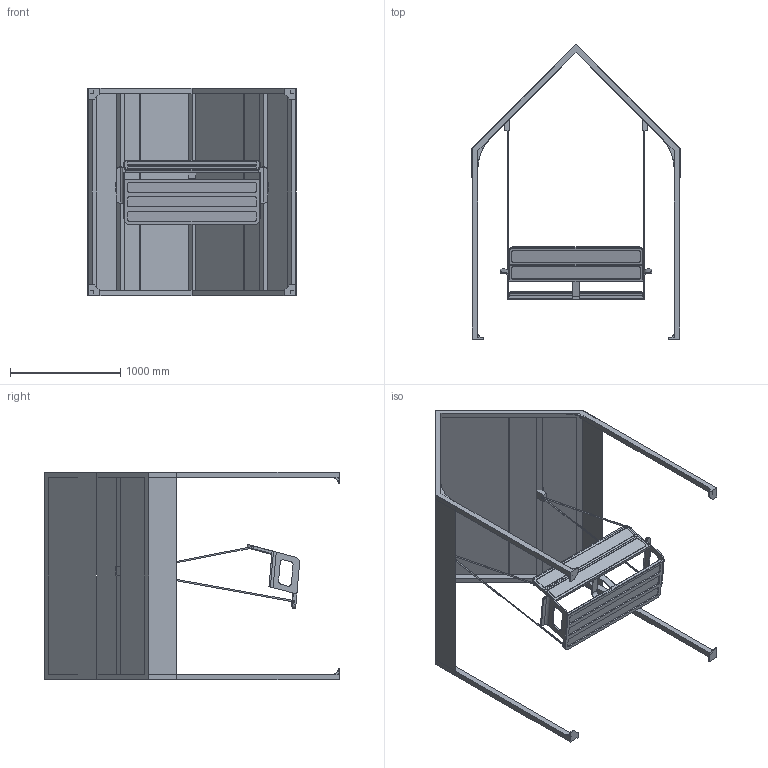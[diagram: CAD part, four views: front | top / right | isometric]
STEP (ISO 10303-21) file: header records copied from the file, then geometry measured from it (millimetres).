
FILE_DESCRIPTION (( 'STEP AP203' ), '1' );
FILE_NAME ('MAISONNETTE ET BALANCELLE SIMPLE_ MO-1709-MS-S.STEP', '2022-12-01T17:23:42', ( '' ), ( '' ), 'SwSTEP 2.0', 'SolidWorks 2020', '' );
FILE_SCHEMA (( 'CONFIG_CONTROL_DESIGN' ));
Length unit declared in the file: inch
Products named in the file (3): BALANCELLE SIMPLE _SIMPLIFIED_D‚faut; MO-1709-MS-S_SIMPLIFIED_D‚faut; MAISONNETTE ET BALANCELLE SIMPLE_ MO-1709-MS-S
Assembly tree (2 placements, depth 2):
  MAISONNETTE ET BALANCELLE SIMPLE_ MO-1709-MS-S
    MO-1709-MS-S_SIMPLIFIED_D‚faut
    BALANCELLE SIMPLE _SIMPLIFIED_D‚faut
Bounding box: 1885.95 x 2667 x 1879.6 mm (x, y, z)
Volume: 101260498.6 mm3; surface area: 19909352.4 mm2
Topology: 23 solids, 23 shells, 378 faces, 952 edges, 620 vertices
Faces by surface type: plane 246, cylinder 128, torus 4
Entity records: 12085 total; most frequent: CARTESIAN_POINT 2603, ORIENTED_EDGE 1904, DIRECTION 1890, EDGE_CURVE 952, LINE 676, VECTOR 676, VERTEX_POINT 620, AXIS2_PLACEMENT_3D 607
